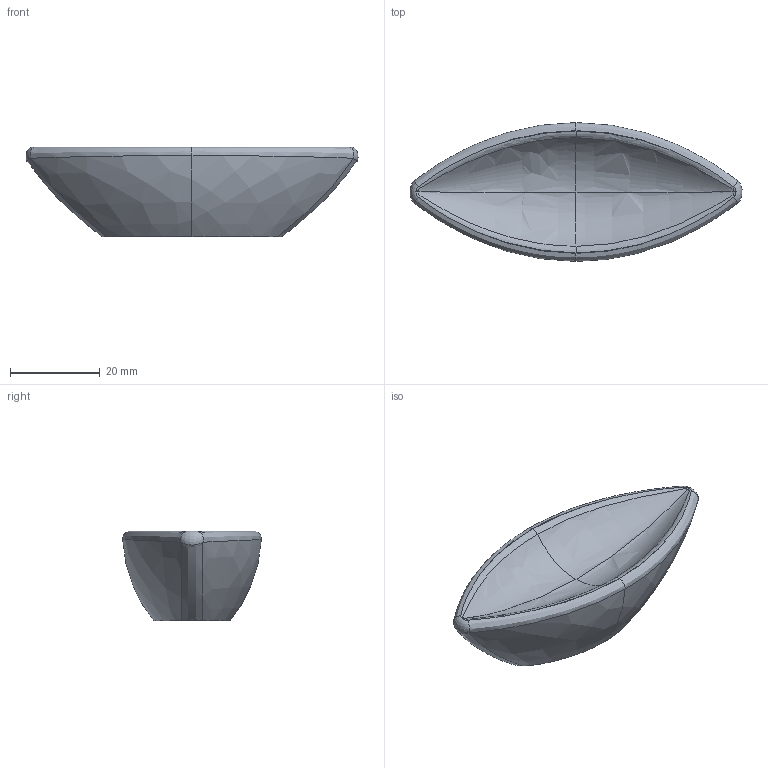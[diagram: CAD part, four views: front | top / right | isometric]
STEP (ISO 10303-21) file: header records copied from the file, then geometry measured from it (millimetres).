
FILE_DESCRIPTION(('Creo Elements/Direct Modeling STEP Export'),'2;1');
FILE_NAME('SP78-74.stp','2024-04-23T12:47:45',(''),(''),'Creo Elements/Direct Modeling STEP processor for AP214 (Solid Model)','Creo Elements/Direct Modeling 20.0 12-Nov-2016 (C) Parametric Technology GmbH','');
FILE_SCHEMA(('AUTOMOTIVE_DESIGN { 1 0 10303 214 1 1 1 1 }'));
Length unit declared in the file: millimetre
Products named in the file (3): Muffe; Griff; SP78-74
Assembly tree (3 placements, depth 2):
  SP78-74
    Muffe  x2
    Griff
Bounding box: 73.89 x 30.89 x 20 mm (x, y, z)
Volume: 18655.2 mm3; surface area: 6664.8 mm2
Topology: 3 solids, 3 shells, 121 faces, 296 edges, 191 vertices
Faces by surface type: plane 69, bspline 20, cylinder 16, cone 16
Entity records: 32890 total; most frequent: CARTESIAN_POINT 30969, ORIENTED_EDGE 446, DIRECTION 251, EDGE_CURVE 223, VERTEX_POINT 145, EDGE_LOOP 102, VECTOR 95, LINE 95
